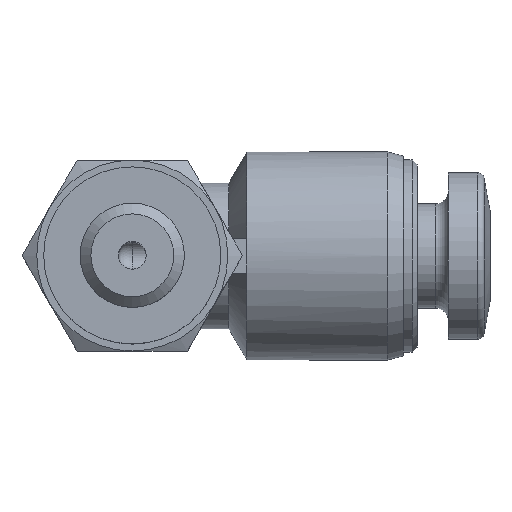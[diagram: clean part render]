
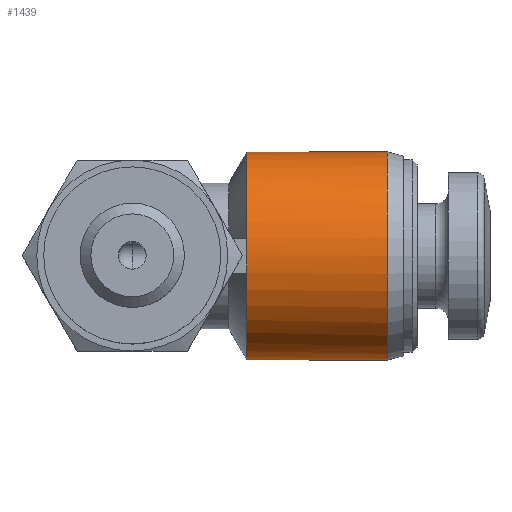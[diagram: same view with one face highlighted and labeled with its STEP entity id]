
A CAD part, top view. The second image highlights one B-rep face of the part: STEP entity #1439.
In plain terms, the highlighted cylindrical face has radius 3 mm (diameter 6 mm), a full revolution.
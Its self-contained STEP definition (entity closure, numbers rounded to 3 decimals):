
#127=CYLINDRICAL_SURFACE('',#1543,3.);
#157=CIRCLE('',#1529,3.);
#164=CIRCLE('',#1542,3.);
#165=CIRCLE('',#1544,3.);
#166=CIRCLE('',#1545,3.);
#167=CIRCLE('',#1546,3.);
#168=CIRCLE('',#1547,3.);
#169=CIRCLE('',#1548,3.);
#272=ORIENTED_EDGE('',*,*,#525,.F.);
#273=ORIENTED_EDGE('',*,*,#526,.T.);
#274=ORIENTED_EDGE('',*,*,#523,.T.);
#275=ORIENTED_EDGE('',*,*,#527,.T.);
#276=ORIENTED_EDGE('',*,*,#528,.T.);
#277=ORIENTED_EDGE('',*,*,#507,.T.);
#278=ORIENTED_EDGE('',*,*,#529,.T.);
#507=EDGE_CURVE('',#624,#623,#157,.T.);
#523=EDGE_CURVE('',#636,#635,#164,.T.);
#525=EDGE_CURVE('',#637,#637,#165,.T.);
#526=EDGE_CURVE('',#638,#636,#166,.T.);
#527=EDGE_CURVE('',#635,#639,#167,.T.);
#528=EDGE_CURVE('',#639,#624,#168,.T.);
#529=EDGE_CURVE('',#623,#638,#169,.T.);
#623=VERTEX_POINT('',#2103);
#624=VERTEX_POINT('',#2105);
#635=VERTEX_POINT('',#2148);
#636=VERTEX_POINT('',#2150);
#637=VERTEX_POINT('',#2157);
#638=VERTEX_POINT('',#2159);
#639=VERTEX_POINT('',#2161);
#731=EDGE_LOOP('',(#272));
#732=EDGE_LOOP('',(#273,#274,#275,#276,#277,#278));
#828=FACE_BOUND('',#731,.T.);
#829=FACE_BOUND('',#732,.T.);
#1439=ADVANCED_FACE('',(#828,#829),#127,.T.);
#1529=AXIS2_PLACEMENT_3D('',#2104,#1703,#1704);
#1542=AXIS2_PLACEMENT_3D('',#2149,#1733,#1734);
#1543=AXIS2_PLACEMENT_3D('',#2155,#1735,#1736);
#1544=AXIS2_PLACEMENT_3D('',#2156,#1737,#1738);
#1545=AXIS2_PLACEMENT_3D('',#2158,#1739,#1740);
#1546=AXIS2_PLACEMENT_3D('',#2160,#1741,#1742);
#1547=AXIS2_PLACEMENT_3D('',#2162,#1743,#1744);
#1548=AXIS2_PLACEMENT_3D('',#2163,#1745,#1746);
#1703=DIRECTION('',(1.,0.,0.));
#1704=DIRECTION('',(0.,0.,-1.));
#1733=DIRECTION('',(1.,0.,0.));
#1734=DIRECTION('',(0.,0.,-1.));
#1735=DIRECTION('',(1.,0.,0.));
#1736=DIRECTION('',(0.,0.,-1.));
#1737=DIRECTION('',(1.,0.,0.));
#1738=DIRECTION('',(0.,0.,-1.));
#1739=DIRECTION('',(1.,0.,0.));
#1740=DIRECTION('',(0.,0.,-1.));
#1741=DIRECTION('',(1.,0.,0.));
#1742=DIRECTION('',(0.,0.,-1.));
#1743=DIRECTION('',(1.,0.,0.));
#1744=DIRECTION('',(0.,0.,-1.));
#1745=DIRECTION('',(1.,0.,0.));
#1746=DIRECTION('',(0.,0.,-1.));
#2103=CARTESIAN_POINT('',(3.3,-0.5,-2.958));
#2104=CARTESIAN_POINT('',(3.3,0.,0.));
#2105=CARTESIAN_POINT('',(3.3,-0.5,2.958));
#2148=CARTESIAN_POINT('',(3.3,0.5,2.958));
#2149=CARTESIAN_POINT('',(3.3,0.,0.));
#2150=CARTESIAN_POINT('',(3.3,0.5,-2.958));
#2155=CARTESIAN_POINT('',(10.3,0.,0.));
#2156=CARTESIAN_POINT('',(7.343,0.,0.));
#2157=CARTESIAN_POINT('',(7.343,0.,-3.));
#2158=CARTESIAN_POINT('',(3.3,0.,0.));
#2159=CARTESIAN_POINT('',(3.3,0.,-3.));
#2160=CARTESIAN_POINT('',(3.3,0.,0.));
#2161=CARTESIAN_POINT('',(3.3,0.,3.));
#2162=CARTESIAN_POINT('',(3.3,0.,0.));
#2163=CARTESIAN_POINT('',(3.3,0.,0.));
